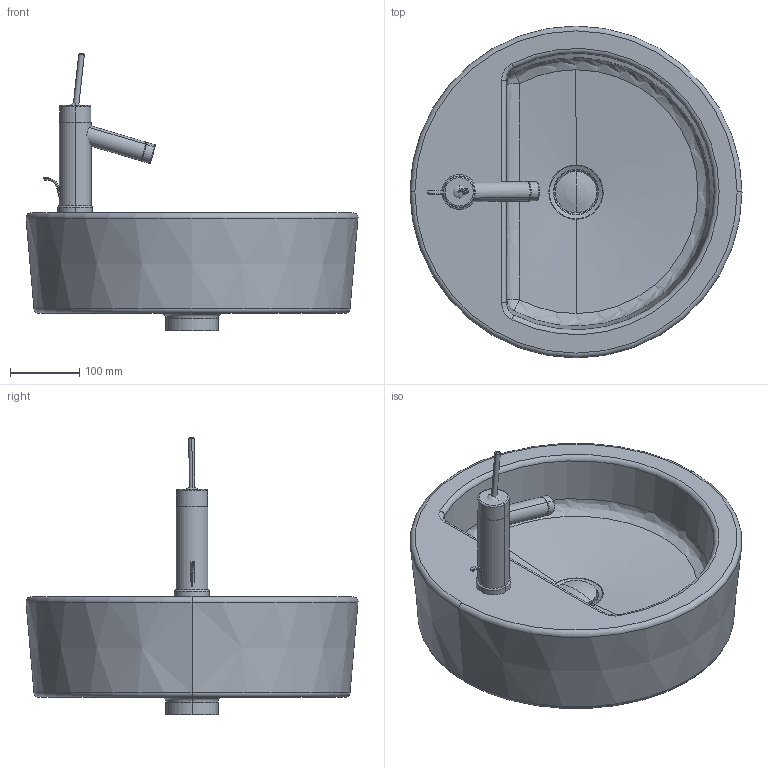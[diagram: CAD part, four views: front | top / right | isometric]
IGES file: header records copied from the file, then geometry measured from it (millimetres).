
Global section: file name: No Iges File Name specified; native system: AutoDesk Inventor R11.0; preprocessor: AutoDesk Inventor Iges Exporter R11.0; author: No Author specified; organization: No Organization specified; date: 20080204.194624; units: millimetre
Bounding box: 478.68 x 478.68 x 400.06 mm (x, y, z)
Volume: 13319822.9 mm3; surface area: 799042.6 mm2
Topology: 9 solids, 9 shells, 235 faces, 581 edges, 366 vertices
Faces by surface type: revolution 104, cylinder 40, plane 40, torus 25, bspline 18, cone 4, sphere 4
